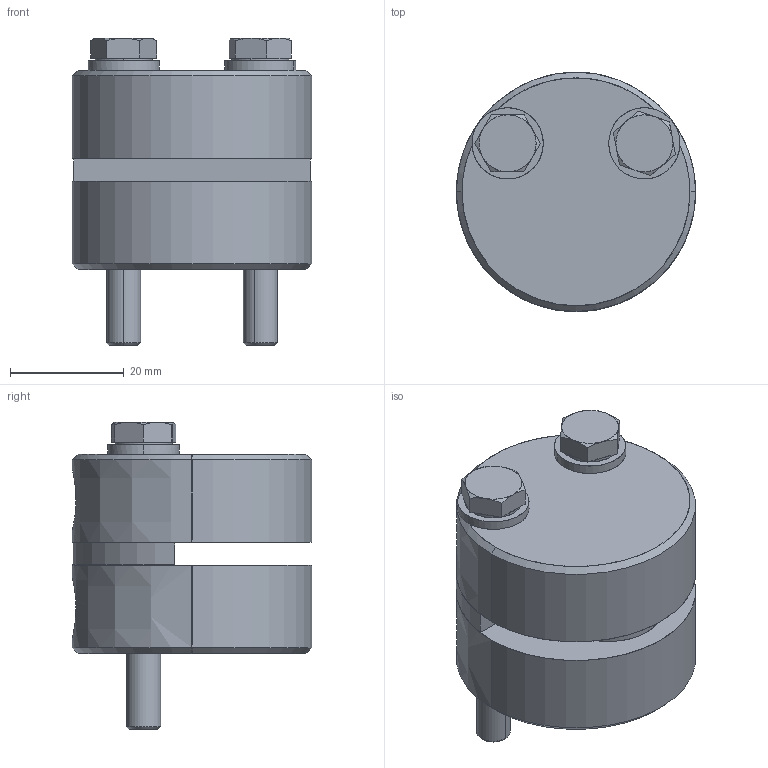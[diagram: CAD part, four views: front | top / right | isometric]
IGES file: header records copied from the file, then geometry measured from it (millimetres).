
Start section: SolidWorks IGES file using analytic representation for surfaces
Global section: file name: DBA-5(Web用).IGS; native system: SolidWorks 2024; preprocessor: SolidWorks 2024; author: 大田貴之,,11; organization: 0; date: 241023.105430; units: millimetre
Bounding box: 42 x 42 x 54 mm (x, y, z)
Surface area: 13907 mm2 (no closed solid volume)
Topology: 0 solids, 0 shells, 238 faces, 3210 edges, 3204 vertices
Faces by surface type: revolution 141, bspline 97
